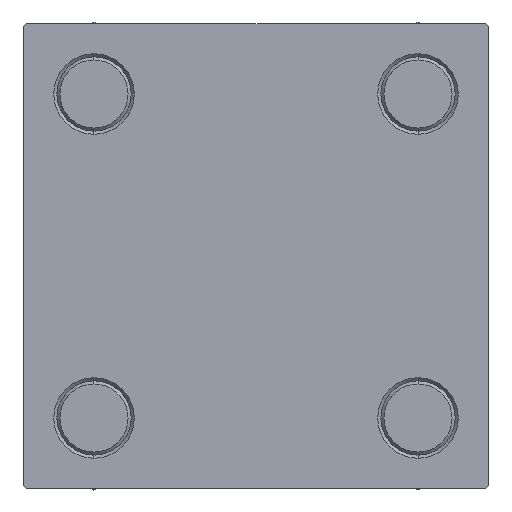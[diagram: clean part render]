
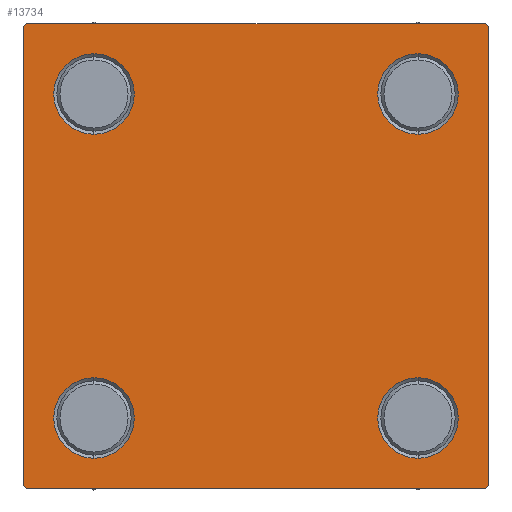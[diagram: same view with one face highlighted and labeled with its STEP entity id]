
A CAD part, left-side view. The second image highlights one B-rep face of the part: STEP entity #13734.
In plain terms, the highlighted planar face has unit normal (-1, 0, 0).
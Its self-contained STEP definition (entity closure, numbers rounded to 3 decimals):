
#91 = DIRECTION ( 'NONE',  ( 0., 0., -1. ) ) ;
#618 = DIRECTION ( 'NONE',  ( 1., 0., 0. ) ) ;
#643 = EDGE_LOOP ( 'NONE', ( #18022, #8400 ) ) ;
#1160 = AXIS2_PLACEMENT_3D ( 'NONE', #9901, #22209, #25250 ) ;
#1185 = CARTESIAN_POINT ( 'NONE',  ( 0., 37.5, -37. ) ) ;
#1357 = CIRCLE ( 'NONE', #29471, 6.5 ) ;
#1947 = VERTEX_POINT ( 'NONE', #6811 ) ;
#2849 = EDGE_CURVE ( 'NONE', #37817, #37863, #48169, .T. ) ;
#3291 = DIRECTION ( 'NONE',  ( 0., 0., -1. ) ) ;
#3348 = VERTEX_POINT ( 'NONE', #48148 ) ;
#3769 = EDGE_CURVE ( 'NONE', #3348, #49610, #6944, .T. ) ;
#5627 = DIRECTION ( 'NONE',  ( 0., 0., 1. ) ) ;
#6342 = CIRCLE ( 'NONE', #46484, 6.5 ) ;
#6811 = CARTESIAN_POINT ( 'NONE',  ( 0., -26.15, 32.65 ) ) ;
#6874 = CARTESIAN_POINT ( 'NONE',  ( 0., -37.25, 37.25 ) ) ;
#6944 = LINE ( 'NONE', #25346, #31347 ) ;
#7163 = FACE_OUTER_BOUND ( 'NONE', #47201, .T. ) ;
#7173 = CIRCLE ( 'NONE', #42500, 6.5 ) ;
#7393 = CARTESIAN_POINT ( 'NONE',  ( 0., -37.5, 37.5 ) ) ;
#7757 = DIRECTION ( 'NONE',  ( 0., 0., 1. ) ) ;
#7886 = LINE ( 'NONE', #7393, #31629 ) ;
#8007 = DIRECTION ( 'NONE',  ( 1., 0., 0. ) ) ;
#8223 = CARTESIAN_POINT ( 'NONE',  ( 0., 26.15, 19.65 ) ) ;
#8298 = CARTESIAN_POINT ( 'NONE',  ( 0., -26.15, -26.15 ) ) ;
#8400 = ORIENTED_EDGE ( 'NONE', *, *, #48229, .T. ) ;
#8696 = CIRCLE ( 'NONE', #34346, 6.5 ) ;
#8833 = AXIS2_PLACEMENT_3D ( 'NONE', #49251, #38418, #14808 ) ;
#9901 = CARTESIAN_POINT ( 'NONE',  ( 0., -26.15, -26.15 ) ) ;
#10400 = VECTOR ( 'NONE', #3291, 1000. ) ;
#10569 = LINE ( 'NONE', #15070, #29422 ) ;
#11964 = CARTESIAN_POINT ( 'NONE',  ( 0., -37.5, -37. ) ) ;
#12147 = EDGE_CURVE ( 'NONE', #43758, #25715, #10569, .T. ) ;
#13350 = DIRECTION ( 'NONE',  ( 0., 0.707, -0.707 ) ) ;
#13533 = DIRECTION ( 'NONE',  ( 0., -0.707, 0.707 ) ) ;
#13542 = AXIS2_PLACEMENT_3D ( 'NONE', #33834, #29823, #33327 ) ;
#13734 = ADVANCED_FACE ( 'NONE', ( #22777, #21786, #38095, #34323, #7163 ), #49658, .T. ) ;
#14760 = VERTEX_POINT ( 'NONE', #40337 ) ;
#14761 = ORIENTED_EDGE ( 'NONE', *, *, #40001, .T. ) ;
#14805 = EDGE_CURVE ( 'NONE', #14760, #1947, #37669, .T. ) ;
#14808 = DIRECTION ( 'NONE',  ( 0., 0., 1. ) ) ;
#14881 = VERTEX_POINT ( 'NONE', #37535 ) ;
#14985 = EDGE_LOOP ( 'NONE', ( #19859, #45184 ) ) ;
#15016 = CARTESIAN_POINT ( 'NONE',  ( 0., 26.15, 32.65 ) ) ;
#15061 = CARTESIAN_POINT ( 'NONE',  ( 0., 26.15, -26.15 ) ) ;
#15070 = CARTESIAN_POINT ( 'NONE',  ( 0., 37.25, -37.25 ) ) ;
#16112 = EDGE_CURVE ( 'NONE', #38266, #43758, #36995, .T. ) ;
#16292 = VERTEX_POINT ( 'NONE', #23914 ) ;
#16792 = AXIS2_PLACEMENT_3D ( 'NONE', #32539, #40576, #5627 ) ;
#17353 = VECTOR ( 'NONE', #38325, 1000. ) ;
#18022 = ORIENTED_EDGE ( 'NONE', *, *, #2849, .T. ) ;
#18420 = CIRCLE ( 'NONE', #28870, 6.5 ) ;
#18861 = ORIENTED_EDGE ( 'NONE', *, *, #42844, .F. ) ;
#18898 = VECTOR ( 'NONE', #13350, 1000. ) ;
#19859 = ORIENTED_EDGE ( 'NONE', *, *, #43760, .T. ) ;
#21786 = FACE_BOUND ( 'NONE', #32449, .T. ) ;
#22098 = CARTESIAN_POINT ( 'NONE',  ( 0., -26.15, -32.65 ) ) ;
#22209 = DIRECTION ( 'NONE',  ( 1., 0., 0. ) ) ;
#22292 = DIRECTION ( 'NONE',  ( 0., -1., 0. ) ) ;
#22643 = ORIENTED_EDGE ( 'NONE', *, *, #32618, .T. ) ;
#22777 = FACE_BOUND ( 'NONE', #14985, .T. ) ;
#23039 = ORIENTED_EDGE ( 'NONE', *, *, #34897, .T. ) ;
#23172 = ORIENTED_EDGE ( 'NONE', *, *, #48776, .T. ) ;
#23608 = CARTESIAN_POINT ( 'NONE',  ( 0., -26.15, -19.65 ) ) ;
#23672 = CARTESIAN_POINT ( 'NONE',  ( 0., 26.15, -19.65 ) ) ;
#23914 = CARTESIAN_POINT ( 'NONE',  ( 0., 37., 37.5 ) ) ;
#24684 = VECTOR ( 'NONE', #22292, 1000. ) ;
#25082 = EDGE_LOOP ( 'NONE', ( #46057, #23172 ) ) ;
#25250 = DIRECTION ( 'NONE',  ( 0., 0., 1. ) ) ;
#25346 = CARTESIAN_POINT ( 'NONE',  ( 0., -37.25, -37.25 ) ) ;
#25672 = CARTESIAN_POINT ( 'NONE',  ( 0., 37., -37.5 ) ) ;
#25715 = VERTEX_POINT ( 'NONE', #25672 ) ;
#25947 = DIRECTION ( 'NONE',  ( 0., 0., 1. ) ) ;
#27749 = ORIENTED_EDGE ( 'NONE', *, *, #48131, .T. ) ;
#28870 = AXIS2_PLACEMENT_3D ( 'NONE', #38855, #618, #49663 ) ;
#29422 = VECTOR ( 'NONE', #45259, 1000. ) ;
#29471 = AXIS2_PLACEMENT_3D ( 'NONE', #39677, #47717, #36390 ) ;
#29702 = DIRECTION ( 'NONE',  ( 1., 0., 0. ) ) ;
#29823 = DIRECTION ( 'NONE',  ( -1., 0., 0. ) ) ;
#29966 = CARTESIAN_POINT ( 'NONE',  ( 0., 37.5, 37.5 ) ) ;
#30303 = EDGE_CURVE ( 'NONE', #31748, #49610, #7886, .T. ) ;
#31347 = VECTOR ( 'NONE', #13533, 1000. ) ;
#31629 = VECTOR ( 'NONE', #91, 1000. ) ;
#31748 = VERTEX_POINT ( 'NONE', #46820 ) ;
#32449 = EDGE_LOOP ( 'NONE', ( #22643, #27749 ) ) ;
#32539 = CARTESIAN_POINT ( 'NONE',  ( 0., -26.15, 26.15 ) ) ;
#32618 = EDGE_CURVE ( 'NONE', #34100, #49235, #45317, .T. ) ;
#32689 = LINE ( 'NONE', #44261, #18898 ) ;
#33292 = EDGE_CURVE ( 'NONE', #31748, #14881, #49376, .T. ) ;
#33327 = DIRECTION ( 'NONE',  ( 0., 0., 1. ) ) ;
#33834 = CARTESIAN_POINT ( 'NONE',  ( 0., 0., 0. ) ) ;
#33881 = VERTEX_POINT ( 'NONE', #23672 ) ;
#34100 = VERTEX_POINT ( 'NONE', #23608 ) ;
#34323 = FACE_BOUND ( 'NONE', #643, .T. ) ;
#34346 = AXIS2_PLACEMENT_3D ( 'NONE', #15061, #8007, #7757 ) ;
#34816 = LINE ( 'NONE', #42099, #17353 ) ;
#34897 = EDGE_CURVE ( 'NONE', #16292, #38266, #32689, .T. ) ;
#35684 = DIRECTION ( 'NONE',  ( 0., 0., 1. ) ) ;
#36390 = DIRECTION ( 'NONE',  ( 0., 0., 1. ) ) ;
#36995 = LINE ( 'NONE', #29966, #10400 ) ;
#37300 = VECTOR ( 'NONE', #38299, 1000. ) ;
#37535 = CARTESIAN_POINT ( 'NONE',  ( 0., -37., 37.5 ) ) ;
#37669 = CIRCLE ( 'NONE', #16792, 6.5 ) ;
#37817 = VERTEX_POINT ( 'NONE', #15016 ) ;
#37863 = VERTEX_POINT ( 'NONE', #8223 ) ;
#38095 = FACE_BOUND ( 'NONE', #25082, .T. ) ;
#38266 = VERTEX_POINT ( 'NONE', #46508 ) ;
#38299 = DIRECTION ( 'NONE',  ( 0., 0.707, 0.707 ) ) ;
#38325 = DIRECTION ( 'NONE',  ( 0., -1., 0. ) ) ;
#38418 = DIRECTION ( 'NONE',  ( 1., 0., 0. ) ) ;
#38855 = CARTESIAN_POINT ( 'NONE',  ( 0., 26.15, 26.15 ) ) ;
#39677 = CARTESIAN_POINT ( 'NONE',  ( 0., -26.15, 26.15 ) ) ;
#40001 = EDGE_CURVE ( 'NONE', #25715, #3348, #34816, .T. ) ;
#40337 = CARTESIAN_POINT ( 'NONE',  ( 0., -26.15, 19.65 ) ) ;
#40576 = DIRECTION ( 'NONE',  ( 1., 0., 0. ) ) ;
#42099 = CARTESIAN_POINT ( 'NONE',  ( 0., 37.5, -37.5 ) ) ;
#42500 = AXIS2_PLACEMENT_3D ( 'NONE', #48557, #29702, #25947 ) ;
#42844 = EDGE_CURVE ( 'NONE', #16292, #14881, #44432, .T. ) ;
#43078 = ORIENTED_EDGE ( 'NONE', *, *, #30303, .F. ) ;
#43758 = VERTEX_POINT ( 'NONE', #1185 ) ;
#43760 = EDGE_CURVE ( 'NONE', #1947, #14760, #1357, .T. ) ;
#44164 = ORIENTED_EDGE ( 'NONE', *, *, #12147, .T. ) ;
#44261 = CARTESIAN_POINT ( 'NONE',  ( 0., 37.25, 37.25 ) ) ;
#44432 = LINE ( 'NONE', #44672, #24684 ) ;
#44672 = CARTESIAN_POINT ( 'NONE',  ( 0., 37.5, 37.5 ) ) ;
#45053 = EDGE_CURVE ( 'NONE', #33881, #49587, #8696, .T. ) ;
#45184 = ORIENTED_EDGE ( 'NONE', *, *, #14805, .T. ) ;
#45259 = DIRECTION ( 'NONE',  ( 0., -0.707, -0.707 ) ) ;
#45317 = CIRCLE ( 'NONE', #1160, 6.5 ) ;
#46057 = ORIENTED_EDGE ( 'NONE', *, *, #45053, .T. ) ;
#46484 = AXIS2_PLACEMENT_3D ( 'NONE', #8298, #47946, #35684 ) ;
#46508 = CARTESIAN_POINT ( 'NONE',  ( 0., 37.5, 37. ) ) ;
#46756 = CARTESIAN_POINT ( 'NONE',  ( 0., 26.15, -32.65 ) ) ;
#46820 = CARTESIAN_POINT ( 'NONE',  ( 0., -37.5, 37. ) ) ;
#47201 = EDGE_LOOP ( 'NONE', ( #48866, #44164, #14761, #47547, #43078, #48150, #18861, #23039 ) ) ;
#47547 = ORIENTED_EDGE ( 'NONE', *, *, #3769, .T. ) ;
#47717 = DIRECTION ( 'NONE',  ( 1., 0., 0. ) ) ;
#47946 = DIRECTION ( 'NONE',  ( 1., 0., 0. ) ) ;
#48131 = EDGE_CURVE ( 'NONE', #49235, #34100, #6342, .T. ) ;
#48148 = CARTESIAN_POINT ( 'NONE',  ( 0., -37., -37.5 ) ) ;
#48150 = ORIENTED_EDGE ( 'NONE', *, *, #33292, .T. ) ;
#48169 = CIRCLE ( 'NONE', #8833, 6.5 ) ;
#48229 = EDGE_CURVE ( 'NONE', #37863, #37817, #18420, .T. ) ;
#48557 = CARTESIAN_POINT ( 'NONE',  ( 0., 26.15, -26.15 ) ) ;
#48776 = EDGE_CURVE ( 'NONE', #49587, #33881, #7173, .T. ) ;
#48866 = ORIENTED_EDGE ( 'NONE', *, *, #16112, .T. ) ;
#49235 = VERTEX_POINT ( 'NONE', #22098 ) ;
#49251 = CARTESIAN_POINT ( 'NONE',  ( 0., 26.15, 26.15 ) ) ;
#49376 = LINE ( 'NONE', #6874, #37300 ) ;
#49587 = VERTEX_POINT ( 'NONE', #46756 ) ;
#49610 = VERTEX_POINT ( 'NONE', #11964 ) ;
#49658 = PLANE ( 'NONE',  #13542 ) ;
#49663 = DIRECTION ( 'NONE',  ( 0., 0., 1. ) ) ;
